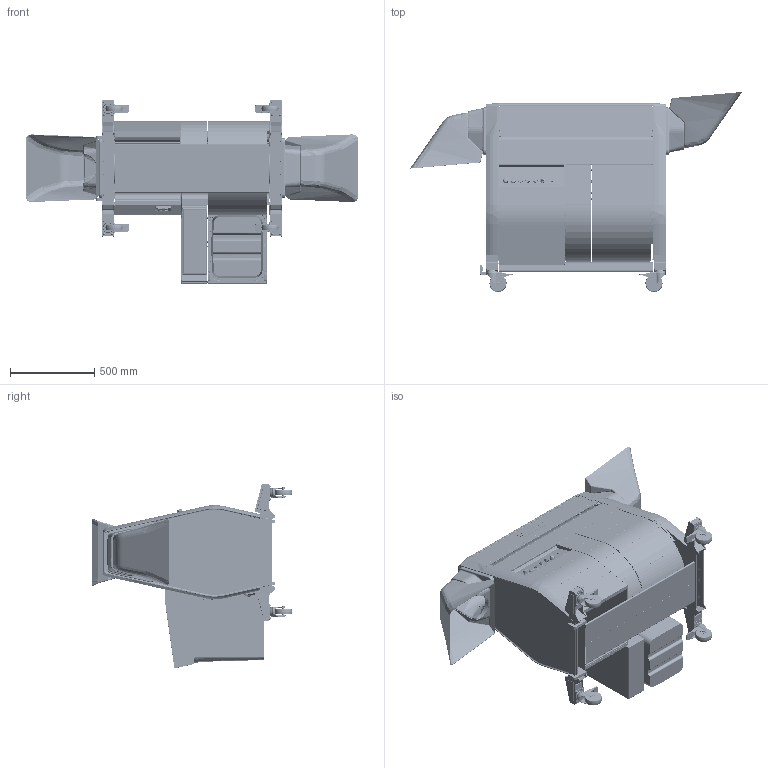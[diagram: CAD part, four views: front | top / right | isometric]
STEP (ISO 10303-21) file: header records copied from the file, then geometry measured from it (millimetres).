
FILE_DESCRIPTION (( 'STEP AP214' ), '1' );
FILE_NAME ('Mobius M108 - 3D Model (with Hopper and Chute - STEP_20181031).STEP', '2018-10-31T18:30:39', ( '' ), ( '' ), 'SwSTEP 2.0', 'SolidWorks 2017', '' );
FILE_SCHEMA (( 'AUTOMOTIVE_DESIGN' ));
Length unit declared in the file: inch
Products named in the file (1): Mobius M108  - 3D Model (with Hopper and Chute - STEP_20181031)
Bounding box: 1970.08 x 1185.66 x 1094.98 mm (x, y, z)
Volume: 85398414.4 mm3; surface area: 19163847.6 mm2
Topology: 268 solids, 268 shells, 7500 faces, 18835 edges, 11972 vertices
Faces by surface type: plane 3176, cylinder 2164, bspline 877, torus 603, cone 509, sphere 171
Entity records: 351699 total; most frequent: CARTESIAN_POINT 137127, ORIENTED_EDGE 37610, DIRECTION 35922, EDGE_CURVE 18805, AXIS2_PLACEMENT_3D 13373, VERTEX_POINT 11972, VECTOR 9176, LINE 9176
